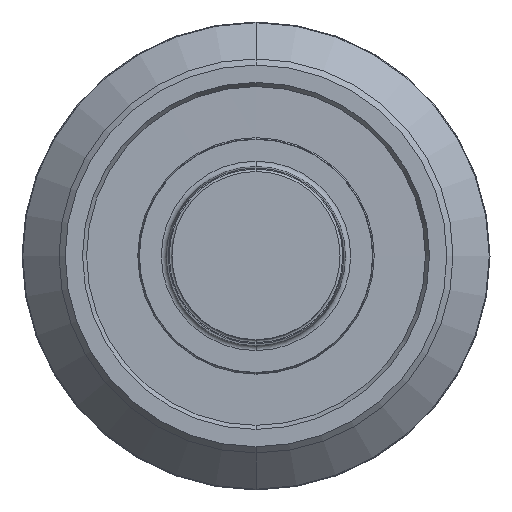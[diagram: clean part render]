
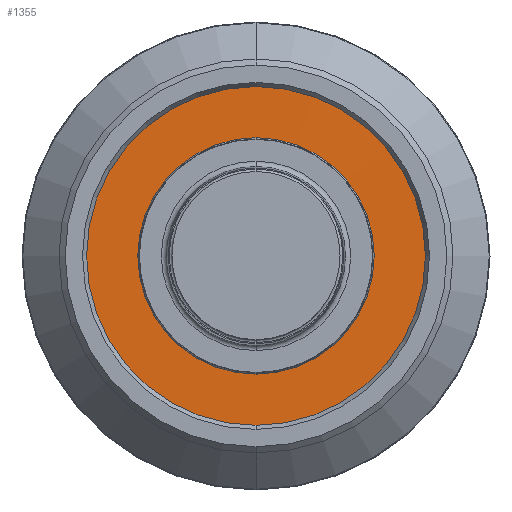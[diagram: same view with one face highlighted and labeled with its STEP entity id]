
A CAD part, top view. The second image highlights one B-rep face of the part: STEP entity #1355.
In plain terms, the highlighted face is planar.
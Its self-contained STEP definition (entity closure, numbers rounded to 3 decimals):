
#824=CARTESIAN_POINT('',(0.,0.,0.237));
#825=DIRECTION('',(0.,0.,1.));
#826=DIRECTION('',(0.,1.,0.));
#827=AXIS2_PLACEMENT_3D('',#824,#825,#826);
#832=CARTESIAN_POINT('',(0.,0.,0.237));
#833=DIRECTION('',(0.,0.,-1.));
#834=DIRECTION('',(0.,1.,0.));
#835=AXIS2_PLACEMENT_3D('',#832,#833,#834);
#840=CARTESIAN_POINT('',(0.,0.,0.239));
#841=DIRECTION('',(0.,0.,-1.));
#842=DIRECTION('',(0.,1.,0.));
#843=AXIS2_PLACEMENT_3D('',#840,#841,#842);
#862=CARTESIAN_POINT('',(0.,0.,0.239));
#863=DIRECTION('',(0.,0.,1.));
#864=DIRECTION('',(0.,1.,0.));
#865=AXIS2_PLACEMENT_3D('',#862,#863,#864);
#1056=CARTESIAN_POINT('',(0.,4.471,0.237));
#1057=VERTEX_POINT('',#1056);
#1080=CARTESIAN_POINT('',(0.,-4.471,0.237));
#1081=VERTEX_POINT('',#1080);
#1086=CARTESIAN_POINT('',(0.,6.408,0.238));
#1088=VERTEX_POINT('',#1086);
#1098=CARTESIAN_POINT('',(0.,-6.408,0.238));
#1100=VERTEX_POINT('',#1098);
#1340=CARTESIAN_POINT('',(0.,0.,0.237));
#1341=DIRECTION('',(0.,0.,-1.));
#1342=DIRECTION('',(0.,-1.,0.));
#1343=AXIS2_PLACEMENT_3D('',#1340,#1341,#1342);
#1344=PLANE('',#1343);
#1346=ORIENTED_EDGE('',*,*,#1345,.F.);
#1348=ORIENTED_EDGE('',*,*,#1347,.T.);
#1349=EDGE_LOOP('',(#1346,#1348));
#1350=FACE_OUTER_BOUND('',#1349,.F.);
#1351=ORIENTED_EDGE('',*,*,#1333,.F.);
#1352=ORIENTED_EDGE('',*,*,#1322,.T.);
#1353=EDGE_LOOP('',(#1351,#1352));
#1354=FACE_BOUND('',#1353,.F.);
#1355=ADVANCED_FACE('',(#1350,#1354),#1344,.T.);
#828=CIRCLE('',#827,4.471);
#836=CIRCLE('',#835,4.471);
#844=CIRCLE('',#843,6.408);
#866=CIRCLE('',#865,6.408);
#1322=EDGE_CURVE('',#1057,#1081,#836,.T.);
#1333=EDGE_CURVE('',#1057,#1081,#828,.T.);
#1345=EDGE_CURVE('',#1088,#1100,#844,.T.);
#1347=EDGE_CURVE('',#1088,#1100,#866,.T.);
